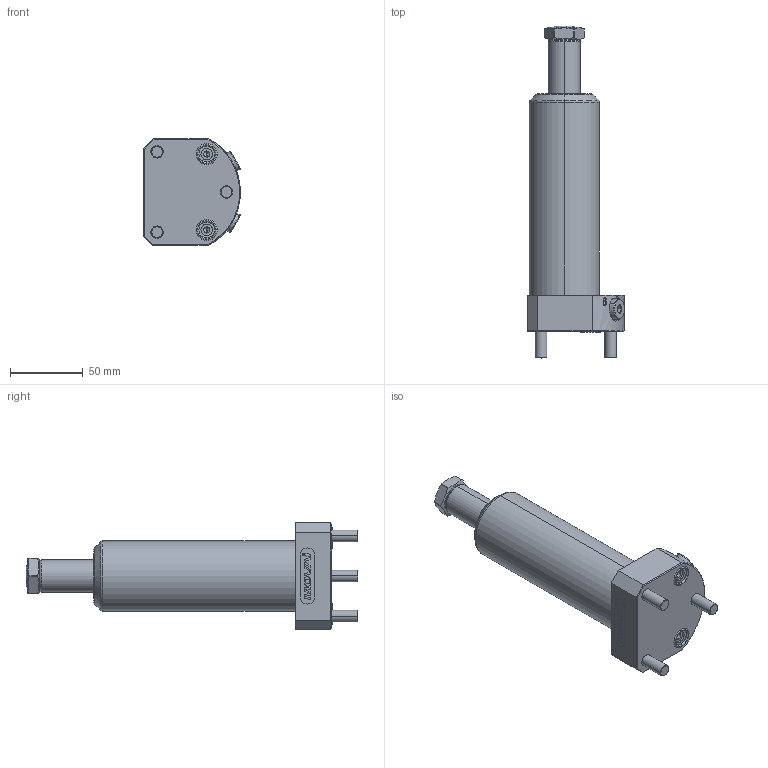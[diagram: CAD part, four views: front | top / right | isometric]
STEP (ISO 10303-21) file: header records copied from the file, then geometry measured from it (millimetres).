
FILE_DESCRIPTION (( 'STEP AP214' ), '1' );
FILE_NAME ('MVI-FI322280-45D.step', '2023-11-02T18:01:20', ( '' ), ( '' ), 'SwSTEP 2.0', 'SolidWorks 2020', '' );
FILE_SCHEMA (( 'AUTOMOTIVE_DESIGN' ));
Length unit declared in the file: millimetre
Products named in the file (1): MVI-FI322280-45D
Bounding box: 66.42 x 227.5 x 73.15 mm (x, y, z)
Volume: 310745.4 mm3; surface area: 60480 mm2
Topology: 8 solids, 10 shells, 393 faces, 880 edges, 538 vertices
Faces by surface type: plane 143, cylinder 115, cone 66, torus 36, bspline 33
Entity records: 16943 total; most frequent: CARTESIAN_POINT 7215, DIRECTION 1816, ORIENTED_EDGE 1736, EDGE_CURVE 868, AXIS2_PLACEMENT_3D 715, VERTEX_POINT 538, EDGE_LOOP 446, ADVANCED_FACE 393
